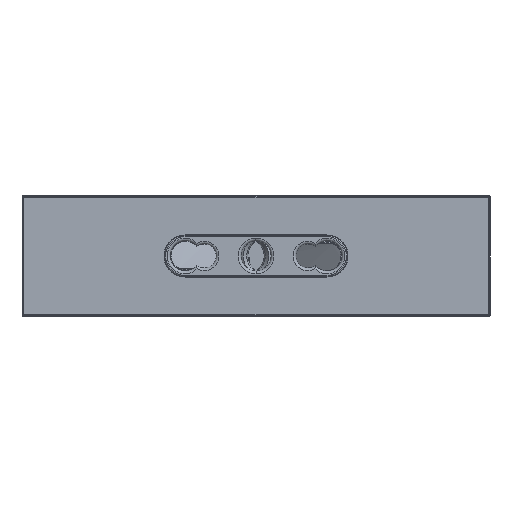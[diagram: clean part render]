
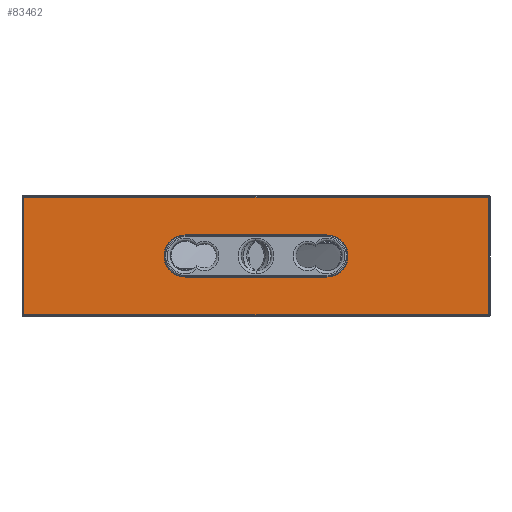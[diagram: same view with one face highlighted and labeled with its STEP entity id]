
A CAD part, front view. The second image highlights one B-rep face of the part: STEP entity #83462.
In plain terms, the highlighted face is planar.
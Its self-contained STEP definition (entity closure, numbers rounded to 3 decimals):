
#80618=DIRECTION('',(-1.,0.,0.));
#80619=VECTOR('',#80618,21.458);
#80620=CARTESIAN_POINT('',(-0.521,42.579,4.6));
#80621=LINE('',#80620,#80619);
#80650=DIRECTION('',(0.,1.,0.));
#80651=VECTOR('',#80650,85.158);
#80652=CARTESIAN_POINT('',(-0.521,-42.579,4.6));
#80653=LINE('',#80652,#80651);
#80711=DIRECTION('',(1.,0.,0.));
#80712=VECTOR('',#80711,21.458);
#80713=CARTESIAN_POINT('',(-21.979,-42.579,4.6));
#80714=LINE('',#80713,#80712);
#80730=DIRECTION('',(0.,-1.,0.));
#80731=VECTOR('',#80730,85.158);
#80732=CARTESIAN_POINT('',(-21.979,42.579,4.6));
#80733=LINE('',#80732,#80731);
#80738=CARTESIAN_POINT('',(-11.25,13.,4.6));
#80739=DIRECTION('',(0.,0.,1.));
#80740=DIRECTION('',(1.,0.,0.));
#80741=AXIS2_PLACEMENT_3D('',#80738,#80739,#80740);
#80743=CARTESIAN_POINT('',(-11.25,-13.,4.6));
#80744=DIRECTION('',(0.,0.,1.));
#80745=DIRECTION('',(-1.,0.,0.));
#80746=AXIS2_PLACEMENT_3D('',#80743,#80744,#80745);
#80756=DIRECTION('',(0.,-1.,0.));
#80757=VECTOR('',#80756,26.);
#80758=CARTESIAN_POINT('',(-7.4,13.,4.6));
#80759=LINE('',#80758,#80757);
#80768=DIRECTION('',(0.,1.,0.));
#80769=VECTOR('',#80768,26.);
#80770=CARTESIAN_POINT('',(-15.1,-13.,4.6));
#80771=LINE('',#80770,#80769);
#81499=CARTESIAN_POINT('',(-7.4,13.,4.6));
#81500=CARTESIAN_POINT('',(-15.1,13.,4.6));
#81501=VERTEX_POINT('',#81499);
#81502=VERTEX_POINT('',#81500);
#81503=CARTESIAN_POINT('',(-0.521,42.579,4.6));
#81504=CARTESIAN_POINT('',(-21.979,42.579,4.6));
#81505=VERTEX_POINT('',#81503);
#81506=VERTEX_POINT('',#81504);
#81507=CARTESIAN_POINT('',(-0.521,-42.579,4.6));
#81508=VERTEX_POINT('',#81507);
#81509=CARTESIAN_POINT('',(-21.979,-42.579,4.6));
#81510=VERTEX_POINT('',#81509);
#81511=CARTESIAN_POINT('',(-15.1,-13.,4.6));
#81512=VERTEX_POINT('',#81511);
#81513=CARTESIAN_POINT('',(-7.4,-13.,4.6));
#81514=VERTEX_POINT('',#81513);
#83441=CARTESIAN_POINT('',(0.,0.,4.6));
#83442=DIRECTION('',(0.,0.,1.));
#83443=DIRECTION('',(1.,0.,0.));
#83444=AXIS2_PLACEMENT_3D('',#83441,#83442,#83443);
#83445=PLANE('',#83444);
#83446=ORIENTED_EDGE('',*,*,#83298,.F.);
#83447=ORIENTED_EDGE('',*,*,#83327,.F.);
#83448=ORIENTED_EDGE('',*,*,#83411,.F.);
#83449=ORIENTED_EDGE('',*,*,#83434,.F.);
#83450=EDGE_LOOP('',(#83446,#83447,#83448,#83449));
#83451=FACE_OUTER_BOUND('',#83450,.F.);
#83453=ORIENTED_EDGE('',*,*,#83452,.T.);
#83455=ORIENTED_EDGE('',*,*,#83454,.F.);
#83457=ORIENTED_EDGE('',*,*,#83456,.T.);
#83459=ORIENTED_EDGE('',*,*,#83458,.F.);
#83460=EDGE_LOOP('',(#83453,#83455,#83457,#83459));
#83461=FACE_BOUND('',#83460,.F.);
#83462=ADVANCED_FACE('',(#83451,#83461),#83445,.T.);
#80742=CIRCLE('',#80741,3.85);
#80747=CIRCLE('',#80746,3.85);
#83298=EDGE_CURVE('',#81505,#81506,#80621,.T.);
#83327=EDGE_CURVE('',#81508,#81505,#80653,.T.);
#83411=EDGE_CURVE('',#81510,#81508,#80714,.T.);
#83434=EDGE_CURVE('',#81506,#81510,#80733,.T.);
#83452=EDGE_CURVE('',#81501,#81502,#80742,.T.);
#83454=EDGE_CURVE('',#81512,#81502,#80771,.T.);
#83456=EDGE_CURVE('',#81512,#81514,#80747,.T.);
#83458=EDGE_CURVE('',#81501,#81514,#80759,.T.);
